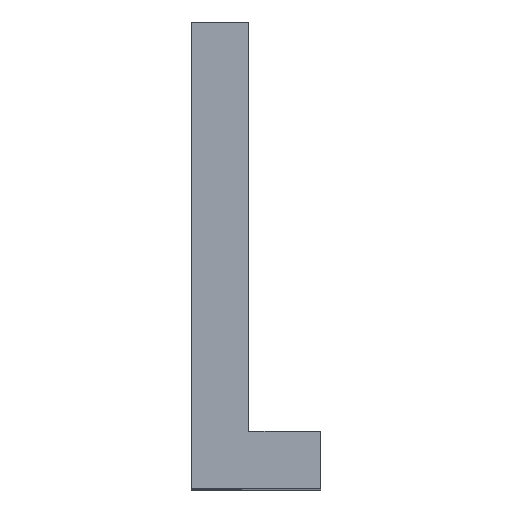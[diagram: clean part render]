
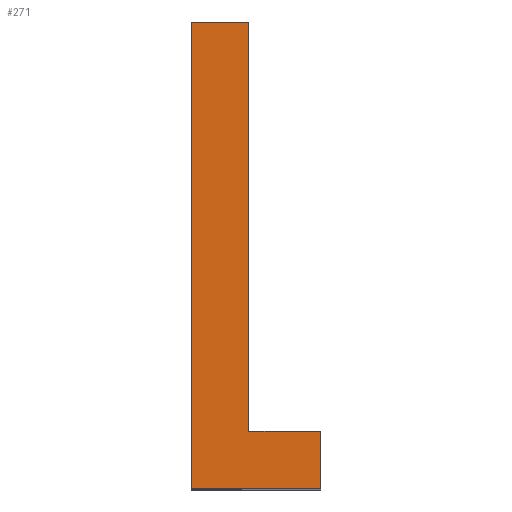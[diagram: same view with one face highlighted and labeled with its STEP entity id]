
A CAD part, top view. The second image highlights one B-rep face of the part: STEP entity #271.
In plain terms, the highlighted planar face has unit normal (0, 0, 1).
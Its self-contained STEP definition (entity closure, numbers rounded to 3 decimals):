
#25=FACE_OUTER_BOUND('',#39,.T.);
#39=EDGE_LOOP('',(#227,#228,#229,#230,#231,#232));
#47=LINE('',#388,#83);
#60=LINE('',#415,#96);
#70=LINE('',#433,#106);
#73=LINE('',#439,#109);
#76=LINE('',#444,#112);
#77=LINE('',#445,#113);
#83=VECTOR('',#319,10.);
#96=VECTOR('',#336,10.);
#106=VECTOR('',#354,10.);
#109=VECTOR('',#361,10.);
#112=VECTOR('',#366,10.);
#113=VECTOR('',#367,10.);
#119=VERTEX_POINT('',#386);
#120=VERTEX_POINT('',#387);
#131=VERTEX_POINT('',#412);
#132=VERTEX_POINT('',#414);
#136=VERTEX_POINT('',#430);
#137=VERTEX_POINT('',#438);
#143=EDGE_CURVE('',#119,#120,#47,.T.);
#156=EDGE_CURVE('',#132,#131,#60,.T.);
#166=EDGE_CURVE('',#136,#120,#70,.T.);
#169=EDGE_CURVE('',#136,#137,#73,.T.);
#172=EDGE_CURVE('',#131,#137,#76,.T.);
#173=EDGE_CURVE('',#132,#119,#77,.T.);
#227=ORIENTED_EDGE('',*,*,#156,.T.);
#228=ORIENTED_EDGE('',*,*,#172,.T.);
#229=ORIENTED_EDGE('',*,*,#169,.F.);
#230=ORIENTED_EDGE('',*,*,#166,.T.);
#231=ORIENTED_EDGE('',*,*,#143,.F.);
#232=ORIENTED_EDGE('',*,*,#173,.F.);
#257=PLANE('',#305);
#271=ADVANCED_FACE('',(#25),#257,.T.);
#305=AXIS2_PLACEMENT_3D('',#443,#364,#365);
#319=DIRECTION('',(1.,0.,0.));
#336=DIRECTION('',(1.,0.,0.));
#354=DIRECTION('',(0.,1.,0.));
#361=DIRECTION('',(1.,0.,0.));
#364=DIRECTION('center_axis',(0.,0.,1.));
#365=DIRECTION('ref_axis',(1.,0.,0.));
#366=DIRECTION('',(0.,1.,0.));
#367=DIRECTION('',(0.,1.,0.));
#386=CARTESIAN_POINT('',(-4.5,32.5,24.));
#387=CARTESIAN_POINT('',(-0.5,32.5,24.));
#388=CARTESIAN_POINT('',(-4.5,32.5,24.));
#412=CARTESIAN_POINT('',(4.5,0.,24.));
#414=CARTESIAN_POINT('',(-4.5,0.,24.));
#415=CARTESIAN_POINT('',(-4.5,0.,24.));
#430=CARTESIAN_POINT('',(-0.5,4.,24.));
#433=CARTESIAN_POINT('',(-0.5,4.,24.));
#438=CARTESIAN_POINT('',(4.5,4.,24.));
#439=CARTESIAN_POINT('',(-4.5,4.,24.));
#443=CARTESIAN_POINT('Origin',(-4.5,0.,24.));
#444=CARTESIAN_POINT('',(4.5,0.,24.));
#445=CARTESIAN_POINT('',(-4.5,0.,24.));
